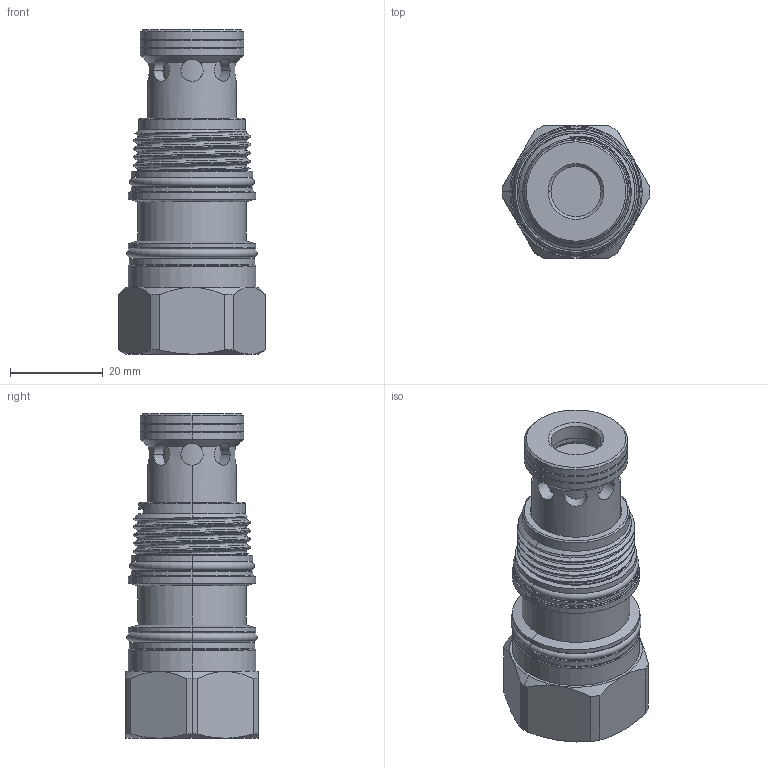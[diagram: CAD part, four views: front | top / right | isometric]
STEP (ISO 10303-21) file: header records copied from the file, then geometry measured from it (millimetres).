
FILE_DESCRIPTION (( 'STEP AP203' ), '1' );
FILE_NAME ('RV2A3G-8.STEP', '2016-08-08T06:22:58', ( '' ), ( '' ), 'SwSTEP 2.0', 'SolidWorks 2012', '' );
FILE_SCHEMA (( 'CONFIG_CONTROL_DESIGN' ));
Length unit declared in the file: millimetre
Products named in the file (1): RV2A3G-8
Bounding box: 31.8 x 28.57 x 69.85 mm (x, y, z)
Volume: 30493.3 mm3; surface area: 10950.1 mm2
Topology: 2 solids, 2 shells, 207 faces, 485 edges, 299 vertices
Faces by surface type: cylinder 103, cone 50, plane 30, torus 16, bspline 6, sphere 2
Entity records: 9296 total; most frequent: CARTESIAN_POINT 4662, ORIENTED_EDGE 970, DIRECTION 950, EDGE_CURVE 485, AXIS2_PLACEMENT_3D 405, VERTEX_POINT 299, EDGE_LOOP 226, ADVANCED_FACE 207
